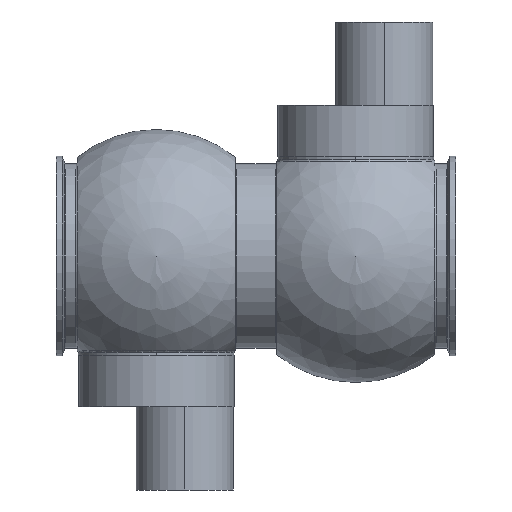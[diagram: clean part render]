
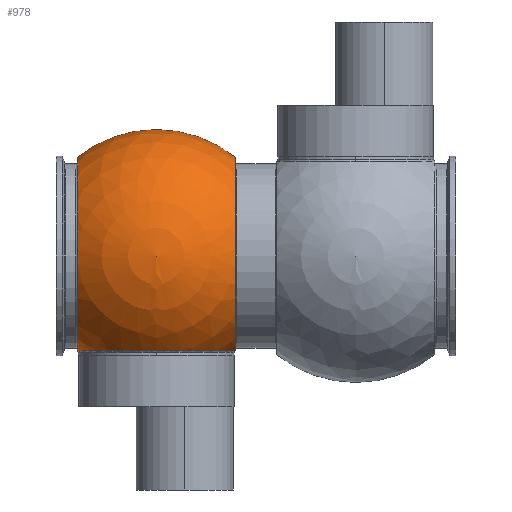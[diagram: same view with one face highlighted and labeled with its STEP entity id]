
A CAD part, left-side view. The second image highlights one B-rep face of the part: STEP entity #978.
In plain terms, the highlighted spherical face has radius 82.55 mm.
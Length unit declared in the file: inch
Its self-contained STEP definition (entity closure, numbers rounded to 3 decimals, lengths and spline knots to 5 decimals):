
#19 = DIRECTION ( 'NONE',  ( 0., 0., 1. ) ) ;
#44 = DIRECTION ( 'NONE',  ( -1., 0., 0. ) ) ;
#53 = DIRECTION ( 'NONE',  ( 0., 1., 0. ) ) ;
#182 = EDGE_CURVE ( 'NONE', #1217, #1152, #1609, .T. ) ;
#212 = DIRECTION ( 'NONE',  ( 0., 0., 1. ) ) ;
#277 = EDGE_CURVE ( 'NONE', #1573, #1152, #1904, .T. ) ;
#298 = AXIS2_PLACEMENT_3D ( 'NONE', #979, #44, #1133 ) ;
#373 = DIRECTION ( 'NONE',  ( 1., 0., 0. ) ) ;
#426 = CARTESIAN_POINT ( 'NONE',  ( -0.69741, -0.531, -2.437 ) ) ;
#459 = CARTESIAN_POINT ( 'NONE',  ( 0., -2.565, 0. ) ) ;
#499 = AXIS2_PLACEMENT_3D ( 'NONE', #995, #53, #1141 ) ;
#582 = FACE_OUTER_BOUND ( 'NONE', #744, .T. ) ;
#589 = ORIENTED_EDGE ( 'NONE', *, *, #277, .T. ) ;
#708 = CARTESIAN_POINT ( 'NONE',  ( 0., -0.531, 2.53483 ) ) ;
#724 = ORIENTED_EDGE ( 'NONE', *, *, #182, .F. ) ;
#744 = EDGE_LOOP ( 'NONE', ( #1496, #589, #724, #1045 ) ) ;
#786 = DIRECTION ( 'NONE',  ( -1., 0., 0. ) ) ;
#874 = EDGE_CURVE ( 'NONE', #964, #1573, #1123, .T. ) ;
#960 = DIRECTION ( 'NONE',  ( 0., 1., 0. ) ) ;
#964 = VERTEX_POINT ( 'NONE', #1952 ) ;
#978 = ADVANCED_FACE ( 'NONE', ( #582 ), #1374, .T. ) ;
#979 = CARTESIAN_POINT ( 'NONE',  ( 0., -2.565, 0. ) ) ;
#987 = CARTESIAN_POINT ( 'NONE',  ( 0., -2.565, -2.437 ) ) ;
#995 = CARTESIAN_POINT ( 'NONE',  ( 0., -4.598, 0. ) ) ;
#1025 = EDGE_CURVE ( 'NONE', #1217, #964, #1768, .T. ) ;
#1045 = ORIENTED_EDGE ( 'NONE', *, *, #1025, .T. ) ;
#1123 = CIRCLE ( 'NONE', #499, 2.53563 ) ;
#1133 = DIRECTION ( 'NONE',  ( 0., 0., 1. ) ) ;
#1141 = DIRECTION ( 'NONE',  ( 0., 0., 1. ) ) ;
#1152 = VERTEX_POINT ( 'NONE', #708 ) ;
#1217 = VERTEX_POINT ( 'NONE', #426 ) ;
#1374 = SPHERICAL_SURFACE ( 'NONE', #1800, 3.25 ) ;
#1496 = ORIENTED_EDGE ( 'NONE', *, *, #874, .T. ) ;
#1528 = DIRECTION ( 'NONE',  ( 0., 0., -1. ) ) ;
#1573 = VERTEX_POINT ( 'NONE', #1665 ) ;
#1609 = CIRCLE ( 'NONE', #1645, 2.53483 ) ;
#1645 = AXIS2_PLACEMENT_3D ( 'NONE', #1840, #960, #19 ) ;
#1665 = CARTESIAN_POINT ( 'NONE',  ( 0., -4.598, 2.53563 ) ) ;
#1768 = CIRCLE ( 'NONE', #1896, 2.15024 ) ;
#1800 = AXIS2_PLACEMENT_3D ( 'NONE', #459, #786, #1528 ) ;
#1840 = CARTESIAN_POINT ( 'NONE',  ( 0., -0.531, 0. ) ) ;
#1896 = AXIS2_PLACEMENT_3D ( 'NONE', #987, #212, #373 ) ;
#1904 = CIRCLE ( 'NONE', #298, 3.25 ) ;
#1952 = CARTESIAN_POINT ( 'NONE',  ( -0.70032, -4.598, -2.437 ) ) ;
